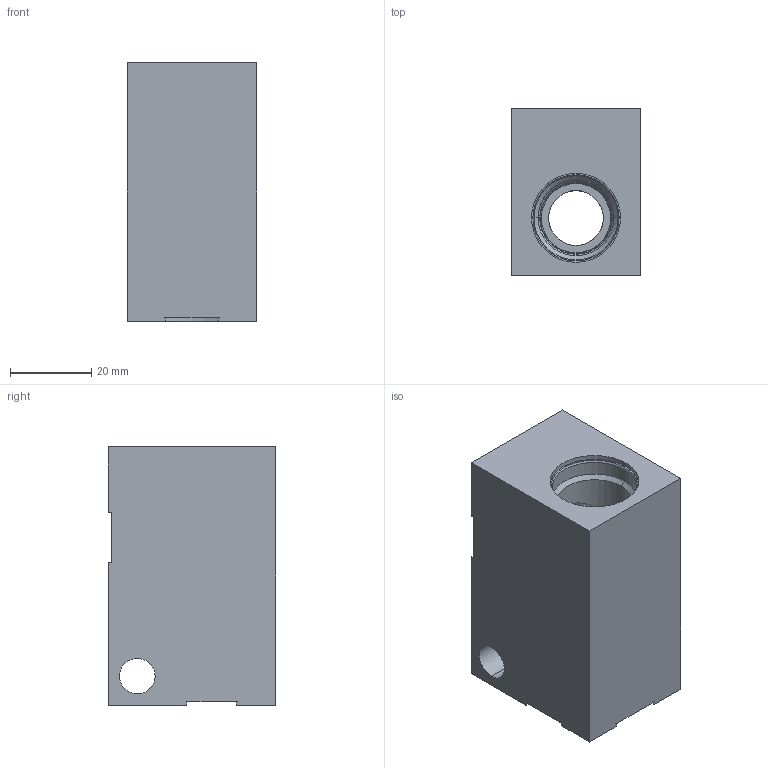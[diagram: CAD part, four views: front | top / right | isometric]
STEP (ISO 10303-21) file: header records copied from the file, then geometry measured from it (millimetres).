
FILE_DESCRIPTION((''),'2;1');
FILE_NAME('ZFQ_ASM','2019-11-27T',('ProEService'),(''),'PRO/ENGINEER BY PARAMETRIC TECHNOLOGY CORPORATION, 2014200','PRO/ENGINEER BY PARAMETRIC TECHNOLOGY CORPORATION, 2014200','');
FILE_SCHEMA(('CONFIG_CONTROL_DESIGN'));
Length unit declared in the file: inch
Products named in the file (2): 150-186-006; ZFQ_ASM
Assembly tree (1 placements, depth 2):
  ZFQ_ASM
    150-186-006
Bounding box: 31.75 x 41.15 x 63.5 mm (x, y, z)
Volume: 54639.6 mm3; surface area: 16560.4 mm2
Topology: 1 solids, 1 shells, 61 faces, 298 edges, 295 vertices
Faces by surface type: cylinder 23, cone 21, plane 15, torus 2
Entity records: 3058 total; most frequent: CARTESIAN_POINT 731, DIRECTION 483, ORIENTED_EDGE 294, VECTOR 217, LINE 217, TRIMMED_CURVE 151, EDGE_CURVE 147, COMPOSITE_CURVE_SEGMENT 141
